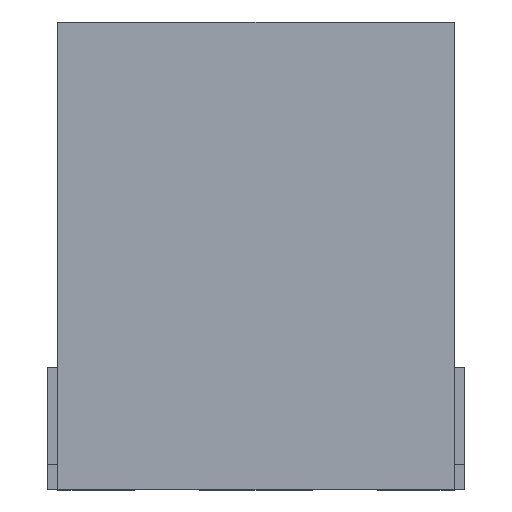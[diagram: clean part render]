
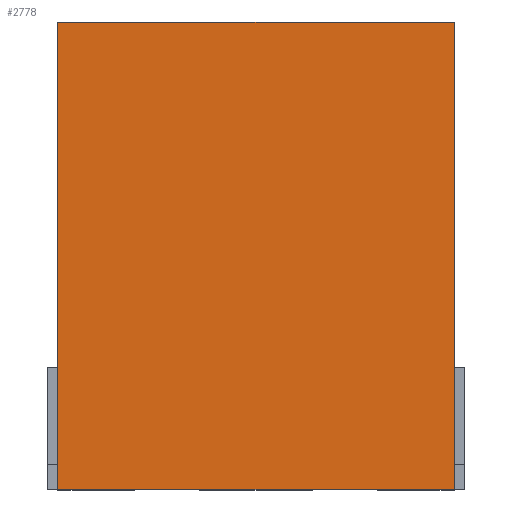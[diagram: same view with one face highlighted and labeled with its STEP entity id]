
A CAD part, top view. The second image highlights one B-rep face of the part: STEP entity #2778.
In plain terms, the highlighted planar face has unit normal (0, 0, 1).
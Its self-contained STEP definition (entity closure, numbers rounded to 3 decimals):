
#484=ORIENTED_EDGE('',*,*,#1115,.T.);
#485=ORIENTED_EDGE('',*,*,#1114,.F.);
#486=ORIENTED_EDGE('',*,*,#1102,.F.);
#487=ORIENTED_EDGE('',*,*,#903,.T.);
#903=EDGE_CURVE('',#1295,#1294,#1563,.T.);
#1102=EDGE_CURVE('',#1295,#1438,#1741,.T.);
#1114=EDGE_CURVE('',#1438,#1446,#1751,.T.);
#1115=EDGE_CURVE('',#1294,#1446,#1752,.T.);
#1294=VERTEX_POINT('',#3839);
#1295=VERTEX_POINT('',#3841);
#1438=VERTEX_POINT('',#4240);
#1446=VERTEX_POINT('',#4260);
#1563=LINE('',#3840,#1931);
#1741=LINE('',#4239,#2109);
#1751=LINE('',#4262,#2119);
#1752=LINE('',#4264,#2120);
#1931=VECTOR('',#3105,1000.);
#2109=VECTOR('',#3439,1000.);
#2119=VECTOR('',#3457,1000.);
#2120=VECTOR('',#3460,1000.);
#2345=EDGE_LOOP('',(#484,#485,#486,#487));
#2501=FACE_BOUND('',#2345,.T.);
#2641=PLANE('',#2970);
#2778=ADVANCED_FACE('',(#2501),#2641,.F.);
#2970=AXIS2_PLACEMENT_3D('',#4263,#3458,#3459);
#3105=DIRECTION('',(0.,-1.,0.));
#3439=DIRECTION('',(1.,0.,0.));
#3457=DIRECTION('',(0.,-1.,0.));
#3458=DIRECTION('',(0.,0.,-1.));
#3459=DIRECTION('',(-1.,0.,0.));
#3460=DIRECTION('',(1.,0.,0.));
#3839=CARTESIAN_POINT('',(-3.9,0.,3.5));
#3840=CARTESIAN_POINT('',(-3.9,9.2,3.5));
#3841=CARTESIAN_POINT('',(-3.9,9.2,3.5));
#4239=CARTESIAN_POINT('',(-3.9,9.2,3.5));
#4240=CARTESIAN_POINT('',(3.9,9.2,3.5));
#4260=CARTESIAN_POINT('',(3.9,0.,3.5));
#4262=CARTESIAN_POINT('',(3.9,9.2,3.5));
#4263=CARTESIAN_POINT('',(-3.9,9.2,3.5));
#4264=CARTESIAN_POINT('',(-3.9,0.,3.5));
